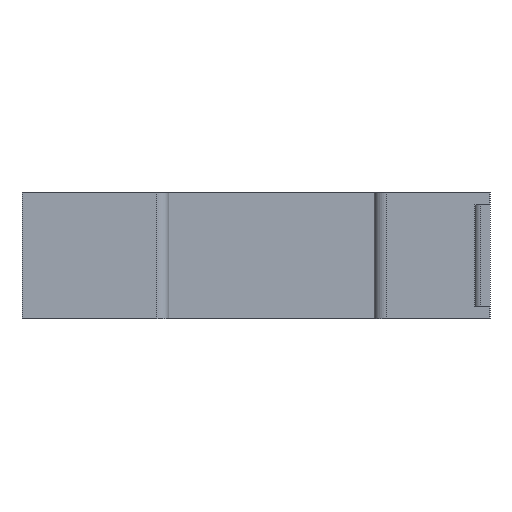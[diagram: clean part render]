
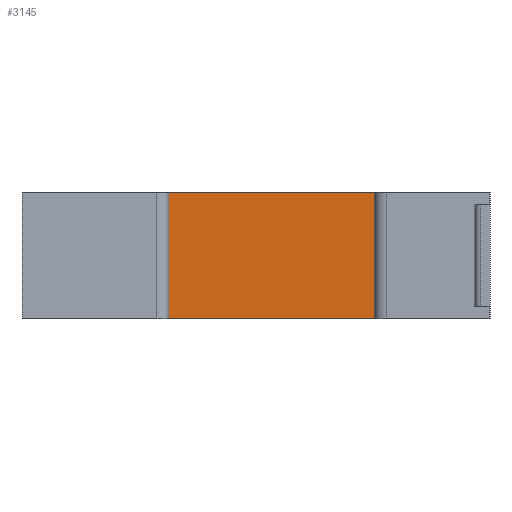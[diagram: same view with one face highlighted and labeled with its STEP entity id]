
A CAD part, front view. The second image highlights one B-rep face of the part: STEP entity #3145.
In plain terms, the highlighted planar face has unit normal (0, -1, 0).
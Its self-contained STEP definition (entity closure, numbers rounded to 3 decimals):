
#77=DIRECTION('',(1.,0.,0.));
#78=VECTOR('',#77,37.2);
#79=CARTESIAN_POINT('',(21.5,5.5,-10.5));
#80=LINE('',#79,#78);
#519=DIRECTION('',(0.,0.,1.));
#520=VECTOR('',#519,21.);
#521=CARTESIAN_POINT('',(58.7,5.5,-10.5));
#522=LINE('',#521,#520);
#527=DIRECTION('',(0.,0.,1.));
#528=VECTOR('',#527,21.);
#529=CARTESIAN_POINT('',(21.5,5.5,-10.5));
#530=LINE('',#529,#528);
#531=DIRECTION('',(1.,0.,0.));
#532=VECTOR('',#531,37.2);
#533=CARTESIAN_POINT('',(21.5,5.5,10.5));
#534=LINE('',#533,#532);
#1871=CARTESIAN_POINT('',(21.5,5.5,-10.5));
#1872=VERTEX_POINT('',#1871);
#1873=CARTESIAN_POINT('',(58.7,5.5,-10.5));
#1874=VERTEX_POINT('',#1873);
#2103=CARTESIAN_POINT('',(58.7,5.5,10.5));
#2104=VERTEX_POINT('',#2103);
#2105=CARTESIAN_POINT('',(21.5,5.5,10.5));
#2106=VERTEX_POINT('',#2105);
#3132=CARTESIAN_POINT('',(21.5,5.5,-10.5));
#3133=DIRECTION('',(0.,-1.,0.));
#3134=DIRECTION('',(1.,0.,0.));
#3135=AXIS2_PLACEMENT_3D('',#3132,#3133,#3134);
#3136=PLANE('',#3135);
#3137=ORIENTED_EDGE('',*,*,#2452,.F.);
#3139=ORIENTED_EDGE('',*,*,#3138,.T.);
#3141=ORIENTED_EDGE('',*,*,#3140,.T.);
#3142=ORIENTED_EDGE('',*,*,#3124,.F.);
#3143=EDGE_LOOP('',(#3137,#3139,#3141,#3142));
#3144=FACE_OUTER_BOUND('',#3143,.F.);
#3145=ADVANCED_FACE('',(#3144),#3136,.T.);
#2452=EDGE_CURVE('',#1872,#1874,#80,.T.);
#3124=EDGE_CURVE('',#1874,#2104,#522,.T.);
#3138=EDGE_CURVE('',#1872,#2106,#530,.T.);
#3140=EDGE_CURVE('',#2106,#2104,#534,.T.);
